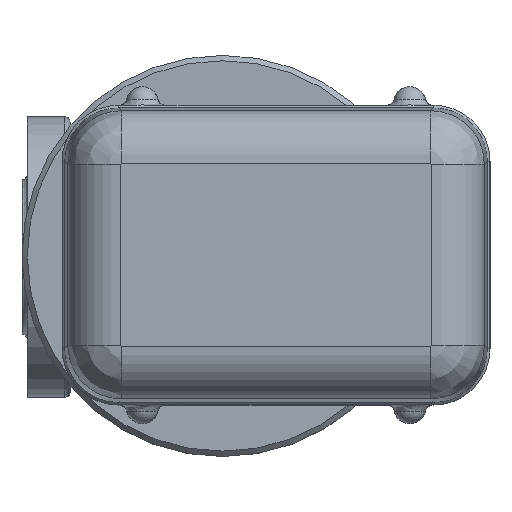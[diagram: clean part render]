
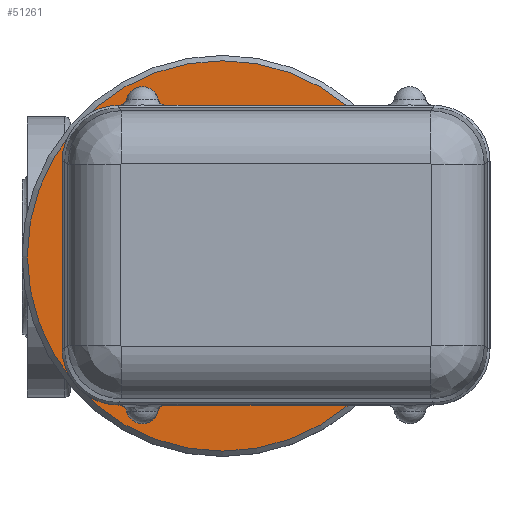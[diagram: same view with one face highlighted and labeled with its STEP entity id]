
A CAD part, top view. The second image highlights one B-rep face of the part: STEP entity #51261.
In plain terms, the highlighted planar face has unit normal (0, 0, 1).
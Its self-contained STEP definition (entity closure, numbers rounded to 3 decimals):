
#51227=CARTESIAN_POINT('',(73.0,0.,288.2));
#51228=VERTEX_POINT('',#51227);
#51229=CARTESIAN_POINT('',(0.,0.0,288.2));
#51230=DIRECTION('',(0.0,0.0,-1.0));
#51231=DIRECTION('',(-1.0,0.0,0.0));
#51232=AXIS2_PLACEMENT_3D('',#51229,#51230,#51231);
#51233=CIRCLE('',#51232,73.0);
#51234=EDGE_CURVE('',#51228,#51228,#51233,.T.);
#51242=CARTESIAN_POINT('',(0.,0.0,288.2));
#51243=DIRECTION('',(0.0,0.0,-1.0));
#51244=DIRECTION('',(-1.0,0.0,0.0));
#51245=AXIS2_PLACEMENT_3D('',#51242,#51243,#51244);
#51246=PLANE('',#51245);
#51247=ORIENTED_EDGE('',*,*,#51234,.F.);
#51248=EDGE_LOOP('',(#51247));
#51249=FACE_OUTER_BOUND('',#51248,.T.);
#51250=CARTESIAN_POINT('',(47.5,0.,288.2));
#51251=VERTEX_POINT('',#51250);
#51252=CARTESIAN_POINT('',(0.,0.0,288.2));
#51253=DIRECTION('',(0.0,0.0,-1.0));
#51254=DIRECTION('',(-1.0,0.0,0.0));
#51255=AXIS2_PLACEMENT_3D('',#51252,#51253,#51254);
#51256=CIRCLE('',#51255,47.5);
#51257=EDGE_CURVE('',#51251,#51251,#51256,.T.);
#51258=ORIENTED_EDGE('',*,*,#51257,.T.);
#51259=EDGE_LOOP('',(#51258));
#51260=FACE_BOUND('',#51259,.T.);
#51261=ADVANCED_FACE('',(#51249,#51260),#51246,.F.);
